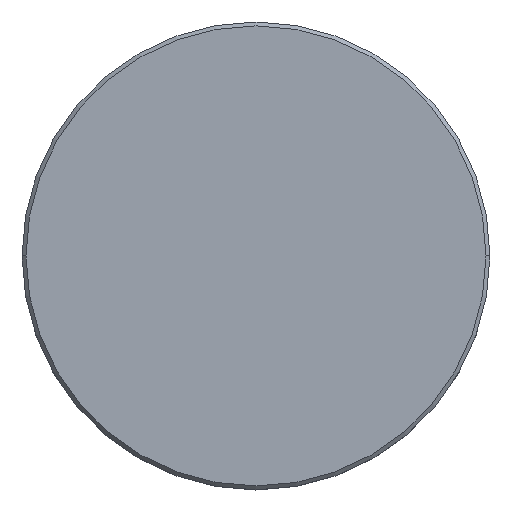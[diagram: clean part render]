
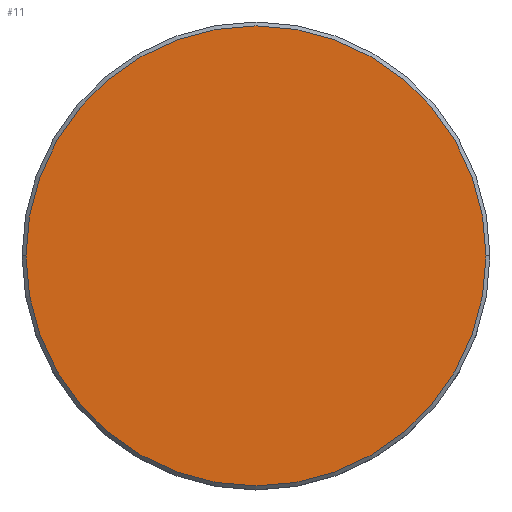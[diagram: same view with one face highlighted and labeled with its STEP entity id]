
A CAD part, top view. The second image highlights one B-rep face of the part: STEP entity #11.
In plain terms, the highlighted planar face has unit normal (0, 0, 1).
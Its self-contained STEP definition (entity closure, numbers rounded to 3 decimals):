
#11 = ADVANCED_FACE ( 'NONE', ( #176 ), #198, .T. ) ;
#100 = DIRECTION ( 'NONE',  ( 1., 0., 0. ) ) ;
#162 = EDGE_CURVE ( 'NONE', #543, #1143, #545, .T. ) ;
#169 = AXIS2_PLACEMENT_3D ( 'NONE', #670, #955, #405 ) ;
#176 = FACE_OUTER_BOUND ( 'NONE', #647, .T. ) ;
#198 = PLANE ( 'NONE',  #416 ) ;
#311 = DIRECTION ( 'NONE',  ( 0., 0., 1. ) ) ;
#405 = DIRECTION ( 'NONE',  ( 1., 0., 0. ) ) ;
#416 = AXIS2_PLACEMENT_3D ( 'NONE', #825, #459, #100 ) ;
#459 = DIRECTION ( 'NONE',  ( 0., 0., 1. ) ) ;
#543 = VERTEX_POINT ( 'NONE', #997 ) ;
#545 = CIRCLE ( 'NONE', #691, 29.5 ) ;
#596 = EDGE_CURVE ( 'NONE', #1143, #543, #836, .T. ) ;
#623 = ORIENTED_EDGE ( 'NONE', *, *, #596, .T. ) ;
#647 = EDGE_LOOP ( 'NONE', ( #623, #1135 ) ) ;
#670 = CARTESIAN_POINT ( 'NONE',  ( 0., 0., 0. ) ) ;
#691 = AXIS2_PLACEMENT_3D ( 'NONE', #1052, #311, #854 ) ;
#825 = CARTESIAN_POINT ( 'NONE',  ( 0., 0., 0. ) ) ;
#836 = CIRCLE ( 'NONE', #169, 29.5 ) ;
#854 = DIRECTION ( 'NONE',  ( 1., 0., 0. ) ) ;
#926 = CARTESIAN_POINT ( 'NONE',  ( -29.5, 0., 0. ) ) ;
#955 = DIRECTION ( 'NONE',  ( 0., 0., 1. ) ) ;
#997 = CARTESIAN_POINT ( 'NONE',  ( 29.5, 0., 0. ) ) ;
#1052 = CARTESIAN_POINT ( 'NONE',  ( 0., 0., 0. ) ) ;
#1135 = ORIENTED_EDGE ( 'NONE', *, *, #162, .T. ) ;
#1143 = VERTEX_POINT ( 'NONE', #926 ) ;
